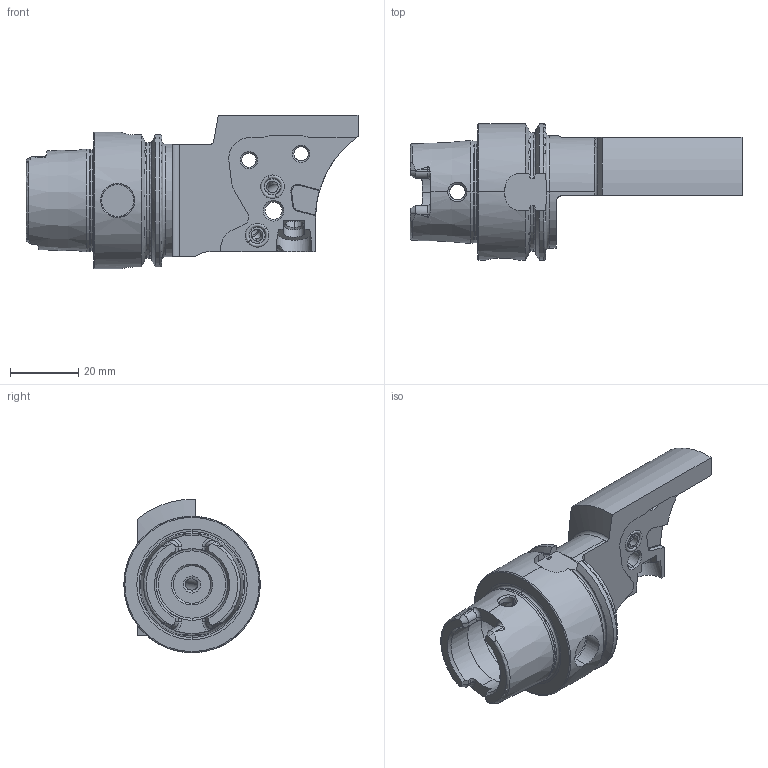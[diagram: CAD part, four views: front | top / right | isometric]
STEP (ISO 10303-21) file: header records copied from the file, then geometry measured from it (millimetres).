
FILE_DESCRIPTION (( 'STEP AP214' ), '1' );
FILE_NAME ('HA4.MoI.R01.077.STEP', '2025-03-13T08:42:44', ( '' ), ( '' ), 'SwSTEP 2.0', 'SolidWorks 2022', '' );
FILE_SCHEMA (( 'AUTOMOTIVE_DESIGN' ));
Length unit declared in the file: millimetre
Products named in the file (5): ISO 4026 - M4 x 3; ISO 4026 - M4 x 4; HA4-MoI.R01.077_B; DIN 3771 - 5x1; HA4.MoI.R01.077
Assembly tree (6 placements, depth 2):
  HA4.MoI.R01.077
    HA4-MoI.R01.077_B
    ISO 4026 - M4 x 3
    ISO 4026 - M4 x 4  x2
    DIN 3771 - 5x1  x2
Bounding box: 97.4 x 40 x 44.98 mm (x, y, z)
Volume: 45818.3 mm3; surface area: 16954.8 mm2
Topology: 6 solids, 6 shells, 306 faces, 805 edges, 509 vertices
Faces by surface type: cylinder 105, plane 101, cone 51, torus 45, bspline 4
Entity records: 10805 total; most frequent: CARTESIAN_POINT 3440, ORIENTED_EDGE 1526, DIRECTION 1437, EDGE_CURVE 763, AXIS2_PLACEMENT_3D 564, VERTEX_POINT 485, EDGE_LOOP 312, LINE 309
